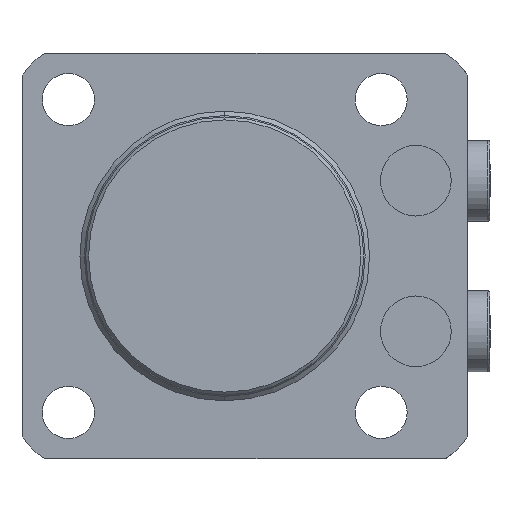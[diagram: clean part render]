
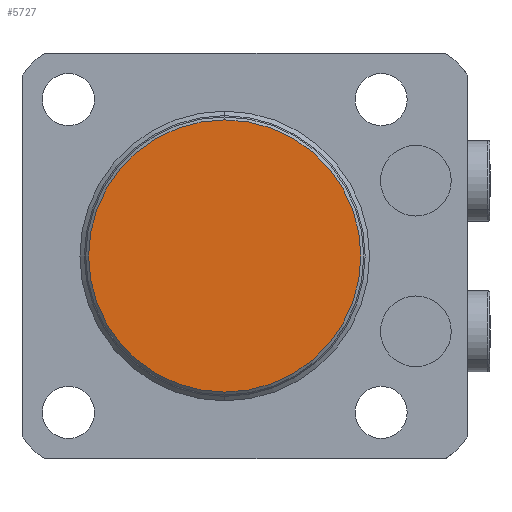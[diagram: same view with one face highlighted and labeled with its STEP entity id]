
A CAD part, front view. The second image highlights one B-rep face of the part: STEP entity #5727.
In plain terms, the highlighted planar face has unit normal (0, -1, 0).
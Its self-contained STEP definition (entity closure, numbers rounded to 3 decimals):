
#4097 = CARTESIAN_POINT ( 'NONE',  ( 0., -75., 0. ) ) ;
#4110 = CARTESIAN_POINT ( 'NONE',  ( 0., -75., -23.5 ) ) ;
#4112 = CARTESIAN_POINT ( 'NONE',  ( 0., -75., 23.5 ) ) ;
#4154 = DIRECTION ( 'NONE',  ( 0., 0., -1. ) ) ;
#4155 = DIRECTION ( 'NONE',  ( 0., -1., 0. ) ) ;
#4156 = AXIS2_PLACEMENT_3D ( 'NONE', #4097, #4155, #4154 ) ;
#4157 = CIRCLE ( 'NONE', #4156, 23.5 ) ;
#5707 = ORIENTED_EDGE ( 'NONE', *, *, #9003, .T. ) ;
#5727 = ADVANCED_FACE ( 'NONE', ( #8026 ), #8024, .T. ) ;
#5728 = EDGE_LOOP ( 'NONE', ( #5729, #5707 ) ) ;
#5729 = ORIENTED_EDGE ( 'NONE', *, *, #5730, .T. ) ;
#5730 = EDGE_CURVE ( 'NONE', #8995, #8998, #8073, .T. ) ;
#8020 = DIRECTION ( 'NONE',  ( 0., 0., -1. ) ) ;
#8021 = DIRECTION ( 'NONE',  ( 0., -1., 0. ) ) ;
#8022 = CARTESIAN_POINT ( 'NONE',  ( 35., -75., 35. ) ) ;
#8023 = AXIS2_PLACEMENT_3D ( 'NONE', #8022, #8021, #8020 ) ;
#8024 = PLANE ( 'NONE',  #8023 ) ;
#8025 = CARTESIAN_POINT ( 'NONE',  ( 0., -75., 0. ) ) ;
#8026 = FACE_OUTER_BOUND ( 'NONE', #5728, .T. ) ;
#8070 = DIRECTION ( 'NONE',  ( 0., 0., -1. ) ) ;
#8071 = DIRECTION ( 'NONE',  ( 0., -1., 0. ) ) ;
#8072 = AXIS2_PLACEMENT_3D ( 'NONE', #8025, #8071, #8070 ) ;
#8073 = CIRCLE ( 'NONE', #8072, 23.5 ) ;
#8995 = VERTEX_POINT ( 'NONE', #4112 ) ;
#8998 = VERTEX_POINT ( 'NONE', #4110 ) ;
#9003 = EDGE_CURVE ( 'NONE', #8998, #8995, #4157, .T. ) ;
